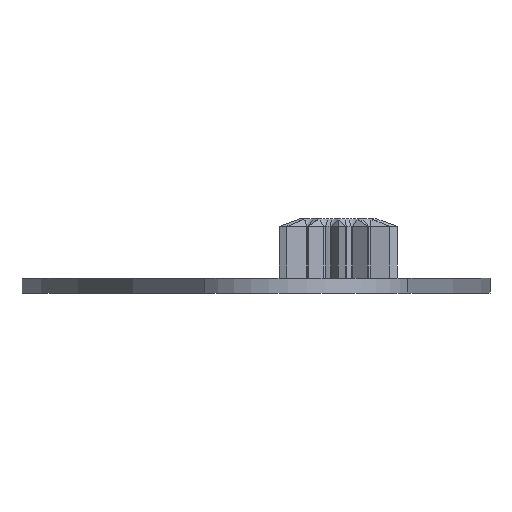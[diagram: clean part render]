
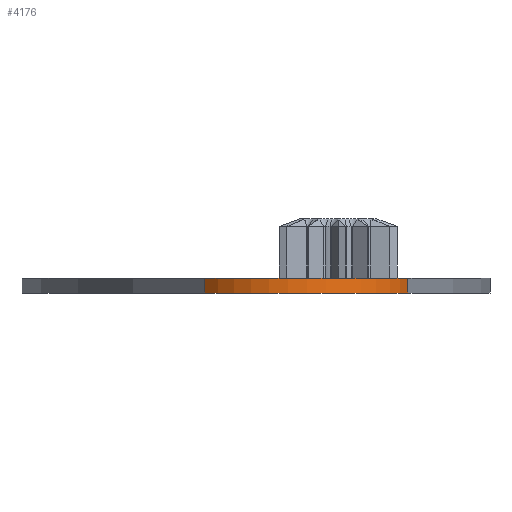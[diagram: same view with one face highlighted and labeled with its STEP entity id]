
A CAD part, left-side view. The second image highlights one B-rep face of the part: STEP entity #4176.
In plain terms, the highlighted cylindrical face has radius 8 mm (diameter 16 mm), a partial arc.
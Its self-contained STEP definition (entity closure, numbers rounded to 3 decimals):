
#55=CYLINDRICAL_SURFACE('',#4665,8.);
#277=CIRCLE('',#4625,8.);
#316=CIRCLE('',#4666,8.);
#577=FACE_OUTER_BOUND('',#830,.T.);
#830=EDGE_LOOP('',(#3631,#3632,#3633,#3634));
#1224=LINE('',#7183,#1613);
#1225=LINE('',#7187,#1614);
#1613=VECTOR('',#5879,10.);
#1614=VECTOR('',#5884,10.);
#1980=VERTEX_POINT('',#7057);
#1981=VERTEX_POINT('',#7059);
#2040=VERTEX_POINT('',#7181);
#2041=VERTEX_POINT('',#7185);
#2531=EDGE_CURVE('',#1981,#1980,#277,.T.);
#2594=EDGE_CURVE('',#1980,#2040,#1224,.T.);
#2595=EDGE_CURVE('',#2040,#2041,#316,.T.);
#2596=EDGE_CURVE('',#2041,#1981,#1225,.T.);
#3631=ORIENTED_EDGE('',*,*,#2595,.T.);
#3632=ORIENTED_EDGE('',*,*,#2596,.T.);
#3633=ORIENTED_EDGE('',*,*,#2531,.T.);
#3634=ORIENTED_EDGE('',*,*,#2594,.T.);
#4176=ADVANCED_FACE('',(#577),#55,.T.);
#4625=AXIS2_PLACEMENT_3D('',#7060,#5775,#5776);
#4665=AXIS2_PLACEMENT_3D('',#7184,#5880,#5881);
#4666=AXIS2_PLACEMENT_3D('',#7186,#5882,#5883);
#5775=DIRECTION('center_axis',(0.,0.,-1.));
#5776=DIRECTION('ref_axis',(-0.985,-0.174,0.));
#5879=DIRECTION('',(0.,0.,-1.));
#5880=DIRECTION('center_axis',(0.,0.,-1.));
#5881=DIRECTION('ref_axis',(-0.985,-0.174,0.));
#5882=DIRECTION('center_axis',(0.,0.,1.));
#5883=DIRECTION('ref_axis',(-0.985,-0.174,0.));
#5884=DIRECTION('',(0.,0.,1.));
#7057=CARTESIAN_POINT('',(-34.91,9.019,0.));
#7059=CARTESIAN_POINT('',(-32.484,-4.71,0.));
#7060=CARTESIAN_POINT('Origin',(-29.832,2.838,0.));
#7181=CARTESIAN_POINT('',(-34.91,9.019,-1.));
#7183=CARTESIAN_POINT('',(-34.91,9.019,0.));
#7184=CARTESIAN_POINT('Origin',(-29.832,2.838,0.));
#7185=CARTESIAN_POINT('',(-32.484,-4.71,-1.));
#7186=CARTESIAN_POINT('Origin',(-29.832,2.838,-1.));
#7187=CARTESIAN_POINT('',(-32.484,-4.71,0.));
